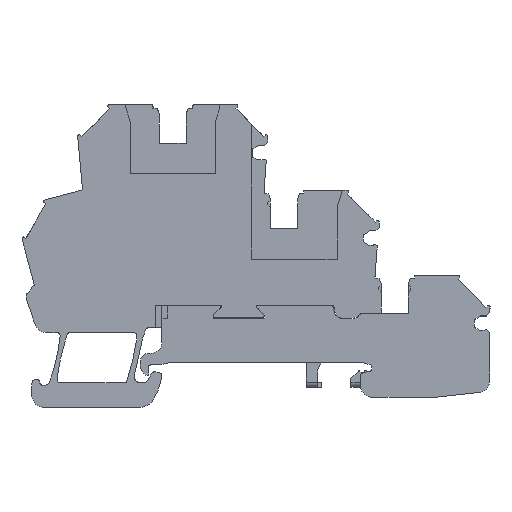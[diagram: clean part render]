
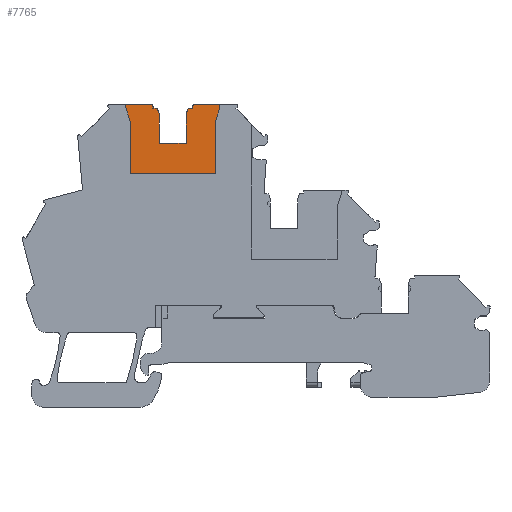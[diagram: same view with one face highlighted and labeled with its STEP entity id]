
A CAD part, left-side view. The second image highlights one B-rep face of the part: STEP entity #7765.
In plain terms, the highlighted planar face has unit normal (-1, 0, 0).
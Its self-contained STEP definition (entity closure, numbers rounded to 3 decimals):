
#7613=AXIS2_PLACEMENT_3D('Plane Axis2P3D',#7610,#7611,#7612) ;
#7717=AXIS2_PLACEMENT_3D('Circle Axis2P3D',#7715,#7716,$) ;
#7724=AXIS2_PLACEMENT_3D('Circle Axis2P3D',#7722,#7723,$) ;
#3102=CARTESIAN_POINT('Vertex',(0.5,58.,48.2)) ;
#3105=CARTESIAN_POINT('Line Origine',(0.5,55.967,48.2)) ;
#3109=CARTESIAN_POINT('Vertex',(0.5,53.933,48.2)) ;
#3215=CARTESIAN_POINT('Vertex',(0.5,53.676,47.65)) ;
#3218=CARTESIAN_POINT('Line Origine',(0.5,53.328,47.65)) ;
#3222=CARTESIAN_POINT('Vertex',(0.5,52.981,47.65)) ;
#3360=CARTESIAN_POINT('Vertex',(0.5,52.683,45.6)) ;
#3363=CARTESIAN_POINT('Line Origine',(0.5,52.667,45.6)) ;
#3367=CARTESIAN_POINT('Vertex',(0.5,52.65,45.6)) ;
#3407=CARTESIAN_POINT('Vertex',(0.5,52.65,42.05)) ;
#3417=CARTESIAN_POINT('Line Origine',(0.5,52.65,43.825)) ;
#3521=CARTESIAN_POINT('Vertex',(0.5,48.35,46.735)) ;
#3524=CARTESIAN_POINT('Line Origine',(0.5,48.201,47.192)) ;
#3528=CARTESIAN_POINT('Vertex',(0.5,48.053,47.65)) ;
#3573=CARTESIAN_POINT('Line Origine',(0.5,47.705,47.65)) ;
#3577=CARTESIAN_POINT('Vertex',(0.5,47.358,47.65)) ;
#3600=CARTESIAN_POINT('Vertex',(0.5,47.1,48.2)) ;
#3603=CARTESIAN_POINT('Line Origine',(0.5,45.05,48.2)) ;
#3607=CARTESIAN_POINT('Vertex',(0.5,43.,48.2)) ;
#7610=CARTESIAN_POINT('Axis2P3D Location',(0.5,57.345,45.685)) ;
#7615=CARTESIAN_POINT('Line Origine',(0.5,49.425,42.05)) ;
#7619=CARTESIAN_POINT('Vertex',(0.5,48.35,42.05)) ;
#7621=CARTESIAN_POINT('Vertex',(0.5,50.5,42.05)) ;
#7624=CARTESIAN_POINT('Line Origine',(0.5,51.575,42.05)) ;
#7629=CARTESIAN_POINT('Line Origine',(0.5,52.683,46.167)) ;
#7633=CARTESIAN_POINT('Vertex',(0.5,52.683,46.735)) ;
#7636=CARTESIAN_POINT('Line Origine',(0.5,52.832,47.192)) ;
#7641=CARTESIAN_POINT('Line Origine',(0.5,53.691,47.748)) ;
#7645=CARTESIAN_POINT('Vertex',(0.5,53.706,47.847)) ;
#7649=CARTESIAN_POINT('Control Point',(0.5,53.706,47.847)) ;
#7650=CARTESIAN_POINT('Control Point',(0.5,53.697,47.865)) ;
#7651=CARTESIAN_POINT('Control Point',(0.5,53.691,47.884)) ;
#7652=CARTESIAN_POINT('Control Point',(0.5,53.686,47.904)) ;
#7653=CARTESIAN_POINT('Control Point',(0.5,53.681,47.943)) ;
#7654=CARTESIAN_POINT('Control Point',(0.5,53.684,47.983)) ;
#7655=CARTESIAN_POINT('Control Point',(0.5,53.688,48.003)) ;
#7656=CARTESIAN_POINT('Control Point',(0.5,53.699,48.042)) ;
#7657=CARTESIAN_POINT('Control Point',(0.5,53.717,48.077)) ;
#7658=CARTESIAN_POINT('Control Point',(0.5,53.728,48.095)) ;
#7659=CARTESIAN_POINT('Control Point',(0.5,53.753,48.126)) ;
#7660=CARTESIAN_POINT('Control Point',(0.5,53.783,48.152)) ;
#7661=CARTESIAN_POINT('Control Point',(0.5,53.8,48.163)) ;
#7662=CARTESIAN_POINT('Control Point',(0.5,53.835,48.182)) ;
#7663=CARTESIAN_POINT('Control Point',(0.5,53.873,48.194)) ;
#7664=CARTESIAN_POINT('Control Point',(0.5,53.894,48.198)) ;
#7665=CARTESIAN_POINT('Control Point',(0.5,53.913,48.2)) ;
#7666=CARTESIAN_POINT('Control Point',(0.5,53.933,48.2)) ;
#7668=CARTESIAN_POINT('Line Origine',(0.5,58.,47.95)) ;
#7672=CARTESIAN_POINT('Vertex',(0.5,58.,47.7)) ;
#7675=CARTESIAN_POINT('Line Origine',(0.5,57.65,46.623)) ;
#7679=CARTESIAN_POINT('Vertex',(0.5,57.3,45.546)) ;
#7682=CARTESIAN_POINT('Line Origine',(0.5,57.3,41.373)) ;
#7686=CARTESIAN_POINT('Vertex',(0.5,57.3,37.2)) ;
#7689=CARTESIAN_POINT('Line Origine',(0.5,50.5,37.2)) ;
#7693=CARTESIAN_POINT('Vertex',(0.5,43.7,37.2)) ;
#7696=CARTESIAN_POINT('Line Origine',(0.5,43.7,41.373)) ;
#7700=CARTESIAN_POINT('Vertex',(0.5,43.7,45.546)) ;
#7703=CARTESIAN_POINT('Line Origine',(0.5,43.35,46.623)) ;
#7707=CARTESIAN_POINT('Vertex',(0.5,43.,47.7)) ;
#7710=CARTESIAN_POINT('Line Origine',(0.5,43.,47.95)) ;
#7715=CARTESIAN_POINT('Axis2P3D Location',(0.5,47.1,47.95)) ;
#7719=CARTESIAN_POINT('Vertex',(0.5,47.35,47.95)) ;
#7722=CARTESIAN_POINT('Axis2P3D Location',(0.5,47.1,47.95)) ;
#7726=CARTESIAN_POINT('Vertex',(0.5,47.328,47.847)) ;
#7729=CARTESIAN_POINT('Line Origine',(0.5,47.343,47.748)) ;
#7734=CARTESIAN_POINT('Line Origine',(0.5,48.35,44.392)) ;
#3106=DIRECTION('Vector Direction',(0.,1.,0.)) ;
#3219=DIRECTION('Vector Direction',(0.,1.,0.)) ;
#3364=DIRECTION('Vector Direction',(0.,-1.,0.)) ;
#3418=DIRECTION('Vector Direction',(0.,0.,-1.)) ;
#3525=DIRECTION('Vector Direction',(0.,0.309,-0.951)) ;
#3574=DIRECTION('Vector Direction',(0.,1.,0.)) ;
#3604=DIRECTION('Vector Direction',(0.,1.,0.)) ;
#7611=DIRECTION('Axis2P3D Direction',(1.,0.,0.)) ;
#7612=DIRECTION('Axis2P3D XDirection',(0.,1.,0.)) ;
#7616=DIRECTION('Vector Direction',(0.,1.,0.)) ;
#7625=DIRECTION('Vector Direction',(0.,1.,0.)) ;
#7630=DIRECTION('Vector Direction',(0.,0.,1.)) ;
#7637=DIRECTION('Vector Direction',(0.,-0.309,-0.951)) ;
#7642=DIRECTION('Vector Direction',(0.,0.151,0.989)) ;
#7669=DIRECTION('Vector Direction',(0.,0.,-1.)) ;
#7676=DIRECTION('Vector Direction',(0.,0.309,0.951)) ;
#7683=DIRECTION('Vector Direction',(0.,0.,1.)) ;
#7690=DIRECTION('Vector Direction',(0.,1.,0.)) ;
#7697=DIRECTION('Vector Direction',(0.,0.,1.)) ;
#7704=DIRECTION('Vector Direction',(0.,0.309,-0.951)) ;
#7711=DIRECTION('Vector Direction',(0.,0.,1.)) ;
#7716=DIRECTION('Axis2P3D Direction',(1.,0.,0.)) ;
#7723=DIRECTION('Axis2P3D Direction',(1.,0.,0.)) ;
#7730=DIRECTION('Vector Direction',(0.,-0.151,0.989)) ;
#7735=DIRECTION('Vector Direction',(0.,0.,1.)) ;
#3107=VECTOR('Line Direction',#3106,1.) ;
#3220=VECTOR('Line Direction',#3219,1.) ;
#3365=VECTOR('Line Direction',#3364,1.) ;
#3419=VECTOR('Line Direction',#3418,1.) ;
#3526=VECTOR('Line Direction',#3525,1.) ;
#3575=VECTOR('Line Direction',#3574,1.) ;
#3605=VECTOR('Line Direction',#3604,1.) ;
#7617=VECTOR('Line Direction',#7616,1.) ;
#7626=VECTOR('Line Direction',#7625,1.) ;
#7631=VECTOR('Line Direction',#7630,1.) ;
#7638=VECTOR('Line Direction',#7637,1.) ;
#7643=VECTOR('Line Direction',#7642,1.) ;
#7670=VECTOR('Line Direction',#7669,1.) ;
#7677=VECTOR('Line Direction',#7676,1.) ;
#7684=VECTOR('Line Direction',#7683,1.) ;
#7691=VECTOR('Line Direction',#7690,1.) ;
#7698=VECTOR('Line Direction',#7697,1.) ;
#7705=VECTOR('Line Direction',#7704,1.) ;
#7712=VECTOR('Line Direction',#7711,1.) ;
#7731=VECTOR('Line Direction',#7730,1.) ;
#7736=VECTOR('Line Direction',#7735,1.) ;
#7740=ORIENTED_EDGE('',*,*,#7623,.T.) ;
#7741=ORIENTED_EDGE('',*,*,#7628,.T.) ;
#7742=ORIENTED_EDGE('',*,*,#3421,.F.) ;
#7743=ORIENTED_EDGE('',*,*,#3369,.F.) ;
#7744=ORIENTED_EDGE('',*,*,#7635,.T.) ;
#7745=ORIENTED_EDGE('',*,*,#7640,.F.) ;
#7746=ORIENTED_EDGE('',*,*,#3224,.T.) ;
#7747=ORIENTED_EDGE('',*,*,#7647,.T.) ;
#7748=ORIENTED_EDGE('',*,*,#7667,.F.) ;
#7749=ORIENTED_EDGE('',*,*,#3111,.T.) ;
#7750=ORIENTED_EDGE('',*,*,#7674,.F.) ;
#7751=ORIENTED_EDGE('',*,*,#7681,.F.) ;
#7752=ORIENTED_EDGE('',*,*,#7688,.F.) ;
#7753=ORIENTED_EDGE('',*,*,#7695,.F.) ;
#7754=ORIENTED_EDGE('',*,*,#7702,.T.) ;
#7755=ORIENTED_EDGE('',*,*,#7709,.T.) ;
#7756=ORIENTED_EDGE('',*,*,#7714,.T.) ;
#7757=ORIENTED_EDGE('',*,*,#3609,.T.) ;
#7758=ORIENTED_EDGE('',*,*,#7721,.F.) ;
#7759=ORIENTED_EDGE('',*,*,#7728,.F.) ;
#7760=ORIENTED_EDGE('',*,*,#7733,.F.) ;
#7761=ORIENTED_EDGE('',*,*,#3579,.T.) ;
#7762=ORIENTED_EDGE('',*,*,#3530,.T.) ;
#7763=ORIENTED_EDGE('',*,*,#7738,.F.) ;
#7765=ADVANCED_FACE('KLTR DLA2.5.1\\Koerper.2 ( *SOL1 - wsp *MASTER -  -Non Smart-  )',(#7764),#7614,.F.) ;
#7648=B_SPLINE_CURVE_WITH_KNOTS('',5,(#7649,#7650,#7651,#7652,#7653,#7654,#7655,#7656,#7657,#7658,#7659,#7660,#7661,#7662,#7663,#7664,#7665,#7666),.UNSPECIFIED.,.F.,.U.,(6,3,3,3,3,6),(0.,0.141,0.282,0.423,0.564,0.705),.UNSPECIFIED.) ;
#7718=CIRCLE('generated circle',#7717,0.25) ;
#7725=CIRCLE('generated circle',#7724,0.25) ;
#3111=EDGE_CURVE('',#3110,#3103,#3108,.T.) ;
#3224=EDGE_CURVE('',#3223,#3216,#3221,.T.) ;
#3369=EDGE_CURVE('',#3361,#3368,#3366,.T.) ;
#3421=EDGE_CURVE('',#3368,#3408,#3420,.T.) ;
#3530=EDGE_CURVE('',#3529,#3522,#3527,.T.) ;
#3579=EDGE_CURVE('',#3578,#3529,#3576,.T.) ;
#3609=EDGE_CURVE('',#3608,#3601,#3606,.T.) ;
#7623=EDGE_CURVE('',#7620,#7622,#7618,.T.) ;
#7628=EDGE_CURVE('',#7622,#3408,#7627,.T.) ;
#7635=EDGE_CURVE('',#3361,#7634,#7632,.T.) ;
#7640=EDGE_CURVE('',#3223,#7634,#7639,.T.) ;
#7647=EDGE_CURVE('',#3216,#7646,#7644,.T.) ;
#7667=EDGE_CURVE('',#3110,#7646,#7648,.F.) ;
#7674=EDGE_CURVE('',#7673,#3103,#7671,.F.) ;
#7681=EDGE_CURVE('',#7680,#7673,#7678,.T.) ;
#7688=EDGE_CURVE('',#7687,#7680,#7685,.T.) ;
#7695=EDGE_CURVE('',#7694,#7687,#7692,.T.) ;
#7702=EDGE_CURVE('',#7694,#7701,#7699,.T.) ;
#7709=EDGE_CURVE('',#7701,#7708,#7706,.F.) ;
#7714=EDGE_CURVE('',#7708,#3608,#7713,.T.) ;
#7721=EDGE_CURVE('',#7720,#3601,#7718,.T.) ;
#7728=EDGE_CURVE('',#7727,#7720,#7725,.T.) ;
#7733=EDGE_CURVE('',#3578,#7727,#7732,.T.) ;
#7738=EDGE_CURVE('',#7620,#3522,#7737,.T.) ;
#7739=EDGE_LOOP('',(#7740,#7741,#7742,#7743,#7744,#7745,#7746,#7747,#7748,#7749,#7750,#7751,#7752,#7753,#7754,#7755,#7756,#7757,#7758,#7759,#7760,#7761,#7762,#7763)) ;
#7764=FACE_OUTER_BOUND('',#7739,.T.) ;
#3108=LINE('Line',#3105,#3107) ;
#3221=LINE('Line',#3218,#3220) ;
#3366=LINE('Line',#3363,#3365) ;
#3420=LINE('Line',#3417,#3419) ;
#3527=LINE('Line',#3524,#3526) ;
#3576=LINE('Line',#3573,#3575) ;
#3606=LINE('Line',#3603,#3605) ;
#7618=LINE('Line',#7615,#7617) ;
#7627=LINE('Line',#7624,#7626) ;
#7632=LINE('Line',#7629,#7631) ;
#7639=LINE('Line',#7636,#7638) ;
#7644=LINE('Line',#7641,#7643) ;
#7671=LINE('Line',#7668,#7670) ;
#7678=LINE('Line',#7675,#7677) ;
#7685=LINE('Line',#7682,#7684) ;
#7692=LINE('Line',#7689,#7691) ;
#7699=LINE('Line',#7696,#7698) ;
#7706=LINE('Line',#7703,#7705) ;
#7713=LINE('Line',#7710,#7712) ;
#7732=LINE('Line',#7729,#7731) ;
#7737=LINE('Line',#7734,#7736) ;
#7614=PLANE('',#7613) ;
#3103=VERTEX_POINT('',#3102) ;
#3110=VERTEX_POINT('',#3109) ;
#3216=VERTEX_POINT('',#3215) ;
#3223=VERTEX_POINT('',#3222) ;
#3361=VERTEX_POINT('',#3360) ;
#3368=VERTEX_POINT('',#3367) ;
#3408=VERTEX_POINT('',#3407) ;
#3522=VERTEX_POINT('',#3521) ;
#3529=VERTEX_POINT('',#3528) ;
#3578=VERTEX_POINT('',#3577) ;
#3601=VERTEX_POINT('',#3600) ;
#3608=VERTEX_POINT('',#3607) ;
#7620=VERTEX_POINT('',#7619) ;
#7622=VERTEX_POINT('',#7621) ;
#7634=VERTEX_POINT('',#7633) ;
#7646=VERTEX_POINT('',#7645) ;
#7673=VERTEX_POINT('',#7672) ;
#7680=VERTEX_POINT('',#7679) ;
#7687=VERTEX_POINT('',#7686) ;
#7694=VERTEX_POINT('',#7693) ;
#7701=VERTEX_POINT('',#7700) ;
#7708=VERTEX_POINT('',#7707) ;
#7720=VERTEX_POINT('',#7719) ;
#7727=VERTEX_POINT('',#7726) ;
